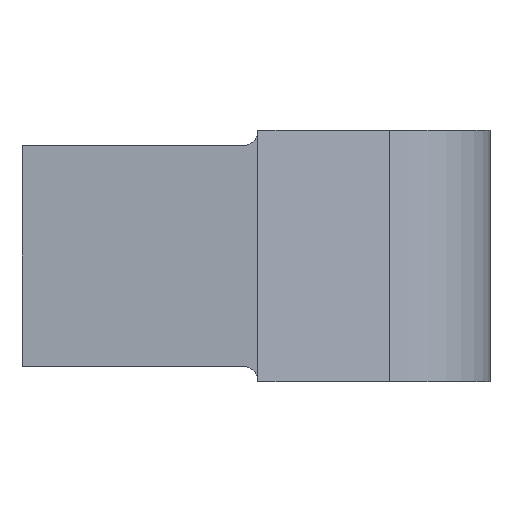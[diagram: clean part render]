
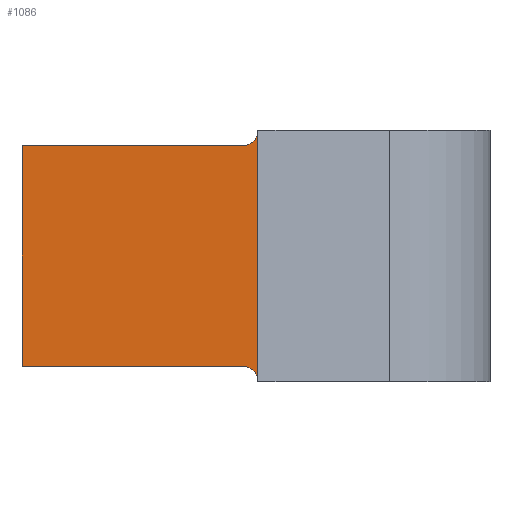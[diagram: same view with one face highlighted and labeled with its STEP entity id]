
A CAD part, left-side view. The second image highlights one B-rep face of the part: STEP entity #1086.
In plain terms, the highlighted planar face has unit normal (-1, 0, 0).
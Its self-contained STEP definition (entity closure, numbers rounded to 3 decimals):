
#9 = LINE ( 'NONE', #449, #57 ) ;
#12 = DIRECTION ( 'NONE',  ( 1., 0., 0. ) ) ;
#26 = DIRECTION ( 'NONE',  ( 0., 0., -1. ) ) ;
#57 = VECTOR ( 'NONE', #864, 1000. ) ;
#79 = LINE ( 'NONE', #195, #953 ) ;
#87 = ORIENTED_EDGE ( 'NONE', *, *, #925, .F. ) ;
#156 = VERTEX_POINT ( 'NONE', #604 ) ;
#160 = ORIENTED_EDGE ( 'NONE', *, *, #248, .T. ) ;
#165 = DIRECTION ( 'NONE',  ( 0., -1., 0. ) ) ;
#174 = LINE ( 'NONE', #1018, #460 ) ;
#181 = DIRECTION ( 'NONE',  ( 1., 0., 0. ) ) ;
#193 = DIRECTION ( 'NONE',  ( 0., 0., -1. ) ) ;
#195 = CARTESIAN_POINT ( 'NONE',  ( 0., -75., -70. ) ) ;
#196 = EDGE_CURVE ( 'NONE', #963, #564, #174, .T. ) ;
#219 = VECTOR ( 'NONE', #404, 1000. ) ;
#248 = EDGE_CURVE ( 'NONE', #257, #327, #313, .T. ) ;
#257 = VERTEX_POINT ( 'NONE', #616 ) ;
#265 = AXIS2_PLACEMENT_3D ( 'NONE', #444, #12, #193 ) ;
#287 = VERTEX_POINT ( 'NONE', #1033 ) ;
#294 = FACE_OUTER_BOUND ( 'NONE', #839, .T. ) ;
#298 = PLANE ( 'NONE',  #958 ) ;
#313 = CIRCLE ( 'NONE', #637, 10. ) ;
#318 = EDGE_CURVE ( 'NONE', #156, #327, #79, .T. ) ;
#327 = VERTEX_POINT ( 'NONE', #867 ) ;
#369 = DIRECTION ( 'NONE',  ( 0., 0., -1. ) ) ;
#404 = DIRECTION ( 'NONE',  ( 0., 1., 0. ) ) ;
#444 = CARTESIAN_POINT ( 'NONE',  ( 0., -65., 80. ) ) ;
#449 = CARTESIAN_POINT ( 'NONE',  ( 0., 75., -70. ) ) ;
#460 = VECTOR ( 'NONE', #165, 1000. ) ;
#515 = EDGE_CURVE ( 'NONE', #257, #287, #897, .T. ) ;
#530 = CARTESIAN_POINT ( 'NONE',  ( 0., -65., -80. ) ) ;
#539 = DIRECTION ( 'NONE',  ( 0., 0., -1. ) ) ;
#564 = VERTEX_POINT ( 'NONE', #997 ) ;
#604 = CARTESIAN_POINT ( 'NONE',  ( 0., -75., 80. ) ) ;
#616 = CARTESIAN_POINT ( 'NONE',  ( 0., -65., -70. ) ) ;
#621 = CIRCLE ( 'NONE', #265, 10. ) ;
#637 = AXIS2_PLACEMENT_3D ( 'NONE', #530, #181, #369 ) ;
#729 = CARTESIAN_POINT ( 'NONE',  ( 0., -75., -70. ) ) ;
#788 = ORIENTED_EDGE ( 'NONE', *, *, #196, .F. ) ;
#807 = ORIENTED_EDGE ( 'NONE', *, *, #970, .T. ) ;
#839 = EDGE_LOOP ( 'NONE', ( #788, #87, #868, #160, #855, #807 ) ) ;
#855 = ORIENTED_EDGE ( 'NONE', *, *, #318, .F. ) ;
#864 = DIRECTION ( 'NONE',  ( 0., 0., 1. ) ) ;
#867 = CARTESIAN_POINT ( 'NONE',  ( 0., -75., -80. ) ) ;
#868 = ORIENTED_EDGE ( 'NONE', *, *, #515, .F. ) ;
#888 = DIRECTION ( 'NONE',  ( 1., 0., 0. ) ) ;
#897 = LINE ( 'NONE', #729, #219 ) ;
#925 = EDGE_CURVE ( 'NONE', #287, #963, #9, .T. ) ;
#953 = VECTOR ( 'NONE', #539, 1000. ) ;
#958 = AXIS2_PLACEMENT_3D ( 'NONE', #996, #888, #26 ) ;
#963 = VERTEX_POINT ( 'NONE', #1034 ) ;
#970 = EDGE_CURVE ( 'NONE', #156, #564, #621, .T. ) ;
#996 = CARTESIAN_POINT ( 'NONE',  ( 0., 0., 0. ) ) ;
#997 = CARTESIAN_POINT ( 'NONE',  ( 0., -65., 70. ) ) ;
#1018 = CARTESIAN_POINT ( 'NONE',  ( 0., -75., 70. ) ) ;
#1033 = CARTESIAN_POINT ( 'NONE',  ( 0., 75., -70. ) ) ;
#1034 = CARTESIAN_POINT ( 'NONE',  ( 0., 75., 70. ) ) ;
#1086 = ADVANCED_FACE ( 'NONE', ( #294 ), #298, .F. ) ;
